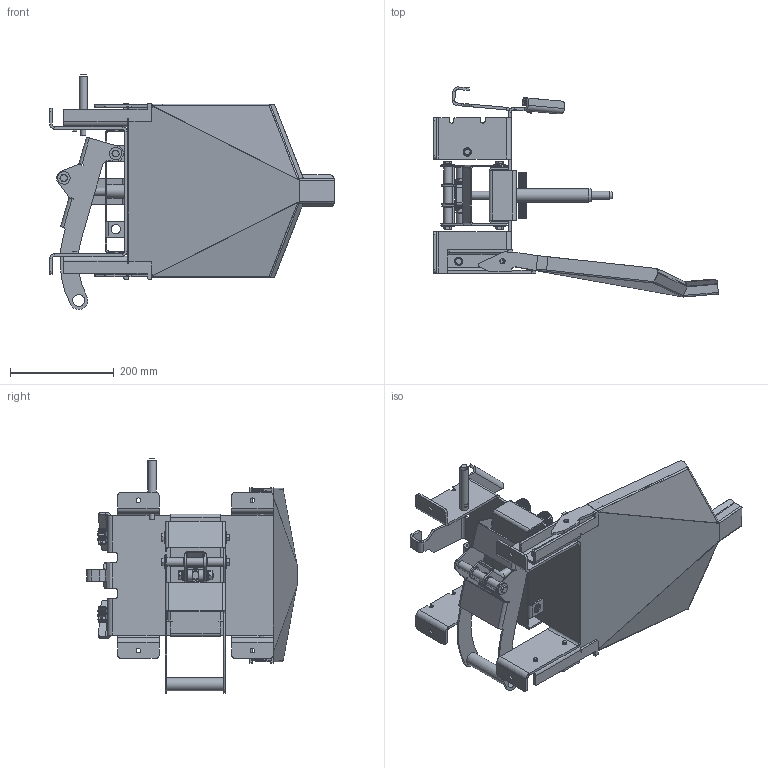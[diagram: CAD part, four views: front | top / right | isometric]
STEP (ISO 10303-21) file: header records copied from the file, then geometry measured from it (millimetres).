
FILE_DESCRIPTION(/* description */ (''),/* implementation_level */ '2;1');
FILE_NAME(/* name */ 'E0106233.stp',/* time_stamp */ '2021-02-09T09:01:11+01:00',/* author */ ('CR'),/* organization */ (''),/* preprocessor_version */ 'ST-DEVELOPER v18.1',/* originating_system */ 'Autodesk Inventor 2021',/* authorisation */ '');
FILE_SCHEMA (('AUTOMOTIVE_DESIGN { 1 0 10303 214 3 1 1 }'));
Products named in the file (1): Part1
Bounding box: 549.43 x 405.17 x 453.28 mm (x, y, z)
Volume: 1678208.2 mm3; surface area: 931820.1 mm2
Topology: 15 solids, 15 shells, 1888 faces, 4955 edges, 3150 vertices
Faces by surface type: cylinder 1087, plane 648, cone 111, bspline 30, torus 12
Full cylindrical faces by diameter (mm): 8 x10, 8.376 x2, 9 x5, 9.188 x1, 10 x3, 10.2 x5, 10.5 x2, 11.4 x4, 13 x4, 15.4 x1, 16 x15, 18 x10, 20 x2, 22 x2, 22.9 x1, 24 x10, 25.4 x1, 26 x1, 26.1 x1, 26.5 x1, 26.6 x1, 27 x1
Entity records: 74355 total; most frequent: CARTESIAN_POINT 26522, ORIENTED_EDGE 9916, DIRECTION 9257, EDGE_CURVE 4958, AXIS2_PLACEMENT_3D 3430, VERTEX_POINT 3150, LINE 2397, VECTOR 2397
